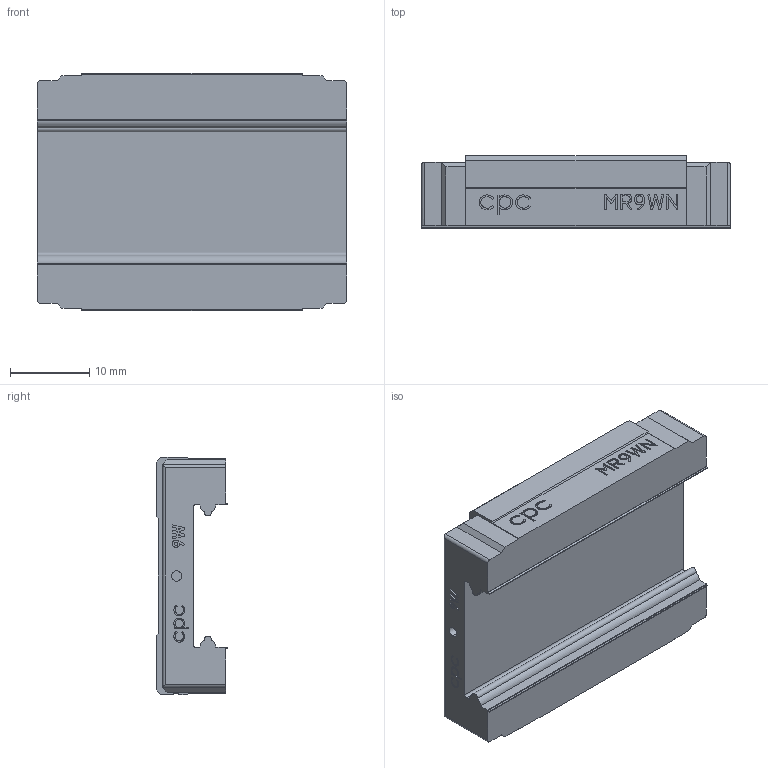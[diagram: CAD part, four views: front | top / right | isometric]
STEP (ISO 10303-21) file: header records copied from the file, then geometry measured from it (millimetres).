
FILE_DESCRIPTION (( 'STEP AP214' ), '1' );
FILE_NAME ('9WN-SU-ZU-block.STEP', '2012-07-13T09:19:16', ( 'CMU02' ), ( '' ), 'SwSTEP 2.0', 'SolidWorks 2010', '' );
FILE_SCHEMA (( 'AUTOMOTIVE_DESIGN' ));
Length unit declared in the file: millimetre
Products named in the file (1): 9WN-SU-ZU-block
Bounding box: 39.1 x 9.1 x 30 mm (x, y, z)
Volume: 6890.2 mm3; surface area: 4064.8 mm2
Topology: 1 solids, 1 shells, 511 faces, 1377 edges, 906 vertices
Faces by surface type: bspline 232, plane 225, cylinder 38, cone 16
Entity records: 26262 total; most frequent: CARTESIAN_POINT 14519, ORIENTED_EDGE 2738, DIRECTION 1537, EDGE_CURVE 1369, VERTEX_POINT 906, LINE 825, VECTOR 825, EDGE_LOOP 557
